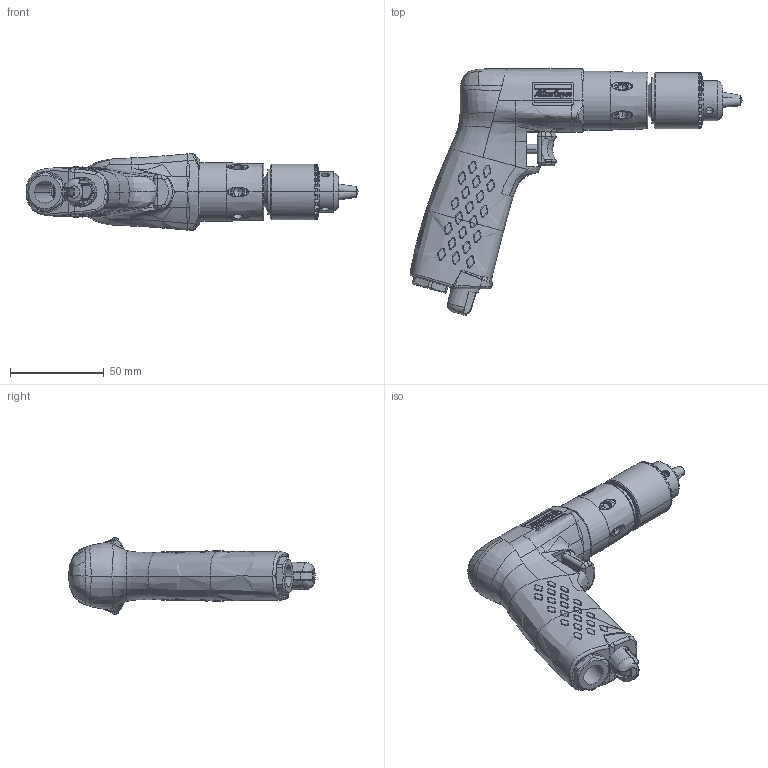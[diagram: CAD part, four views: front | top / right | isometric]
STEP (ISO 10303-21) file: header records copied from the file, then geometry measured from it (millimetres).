
FILE_DESCRIPTION((''),'2;1');
FILE_NAME('TMP85046_SW','2012-03-09T',('tooextcsr'),(''),'PRO/ENGINEER BY PARAMETRIC TECHNOLOGY CORPORATION, 2008310','PRO/ENGINEER BY PARAMETRIC TECHNOLOGY CORPORATION, 2008310','');
FILE_SCHEMA(('CONFIG_CONTROL_DESIGN', 'GEOMETRIC_VALIDATION_PROPERTIES_MIM'));
Length unit declared in the file: millimetre
Products named in the file (1): TMP85046_SW
Bounding box: 176.87 x 131.31 x 40.98 mm (x, y, z)
Surface area: 40696.8 mm2 (no closed solid volume)
Topology: 0 solids, 40 shells, 1101 faces, 4073 edges, 2929 vertices
Faces by surface type: bspline 584, plane 162, sphere 124, cone 85, cylinder 81, torus 63, extrusion 2
Entity records: 88978 total; most frequent: CARTESIAN_POINT 52623, ORIENTED_EDGE 6767, EDGE_CURVE 4052, DIRECTION 3116, VERTEX_POINT 2929, B_SPLINE_CURVE_WITH_KNOTS 2591, FILL_AREA_STYLE_COLOUR 1349, FILL_AREA_STYLE 1349
